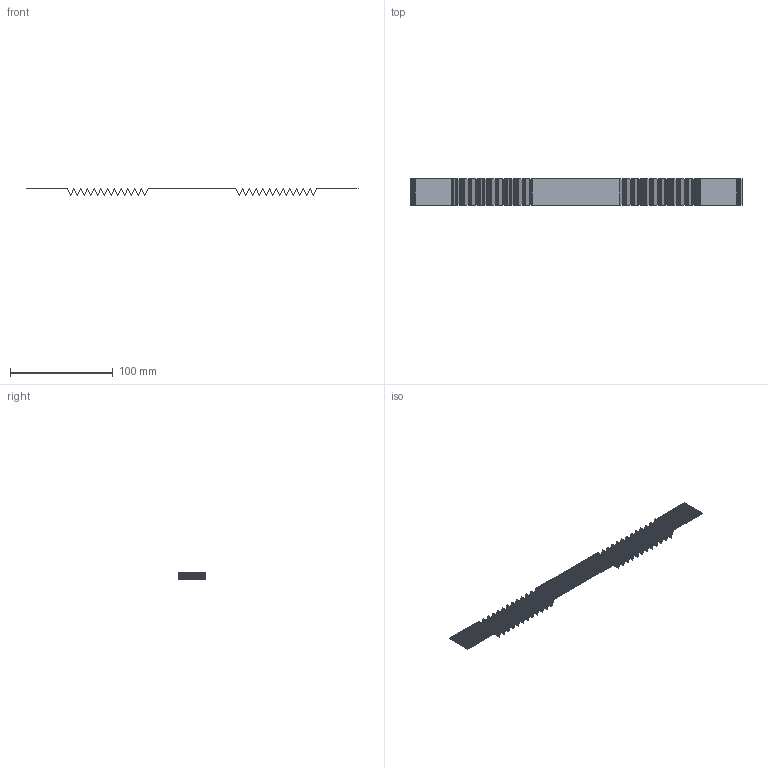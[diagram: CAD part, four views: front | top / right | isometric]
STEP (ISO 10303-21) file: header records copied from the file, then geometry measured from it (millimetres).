
FILE_DESCRIPTION(/* description */ ('Unknown'),/* implementation_level */ '2;1');
FILE_NAME(/* name */ '687750119002',/* time_stamp */ '2021-03-29T15:43:02+02:00',/* author */ ('Unknown'),/* organization */ ('Unknown'),/* preprocessor_version */ 'ST-DEVELOPER v16.7',/* originating_system */ 'DEX',/* authorisation */ $);
FILE_SCHEMA (('AUTOMOTIVE_DESIGN {1 0 10303 214 3 1 1}'));
Products named in the file (2): 6877xx119002; 687750119002
Assembly tree (1 placements, depth 2):
  6877xx119002
    687750119002
Bounding box: 322.6 x 25.5 x 7.62 mm (x, y, z)
Volume: 1616.7 mm3; surface area: 45805.2 mm2
Topology: 1 solids, 1 shells, 5722 faces, 17252 edges, 11432 vertices
Faces by surface type: plane 5722
Entity records: 229821 total; most frequent: ORIENTED_EDGE 34504, CARTESIAN_POINT 34408, DIRECTION 28700, EDGE_CURVE 17252, LINE 17252, VECTOR 17252, VERTEX_POINT 11432, AXIS2_PLACEMENT_3D 5724
